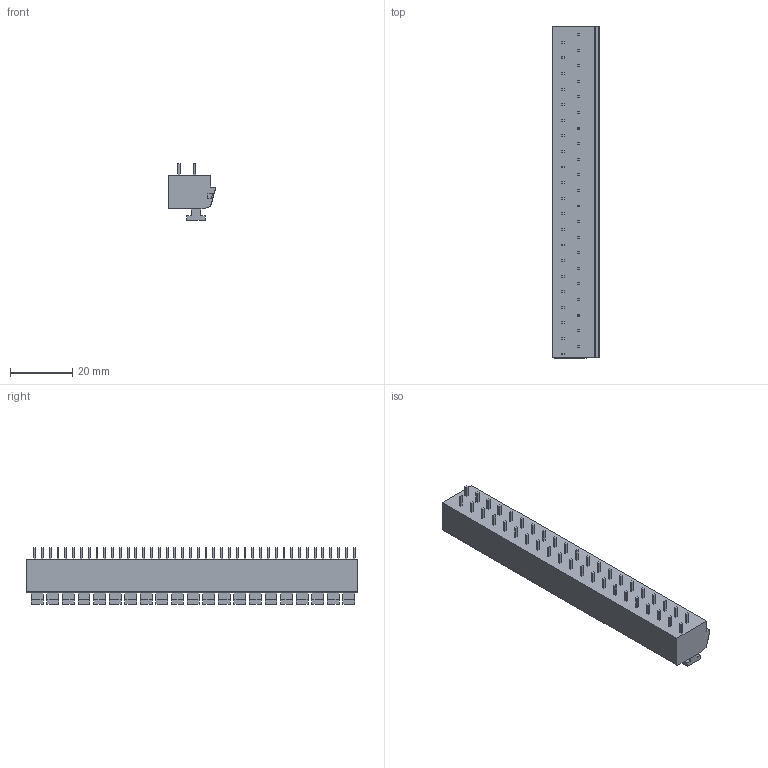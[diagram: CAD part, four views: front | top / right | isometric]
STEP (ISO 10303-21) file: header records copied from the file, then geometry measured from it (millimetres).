
FILE_DESCRIPTION((''),'2;1');
FILE_NAME('PRT0001','2024-09-29T09:30:34',('tluser'),(''),'CREO PARAMETRIC BY PTC INC, 2018100','CREO PARAMETRIC BY PTC INC, 2018100','');
FILE_SCHEMA(('CONFIG_CONTROL_DESIGN'));
Length unit declared in the file: millimetre
Products named in the file (1): PRT0001
Bounding box: 15 x 106.5 x 18.1 mm (x, y, z)
Volume: 16087.3 mm3; surface area: 8700.1 mm2
Topology: 1 solids, 1 shells, 812 faces, 2094 edges, 1368 vertices
Faces by surface type: plane 682, bspline 84, cylinder 46
Entity records: 28417 total; most frequent: CARTESIAN_POINT 9755, ORIENTED_EDGE 4188, DIRECTION 3096, EDGE_CURVE 2094, VECTOR 1624, LINE 1624, VERTEX_POINT 1368, EDGE_LOOP 896
